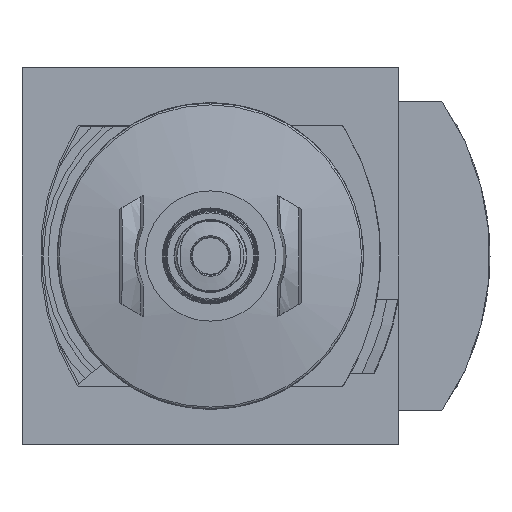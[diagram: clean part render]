
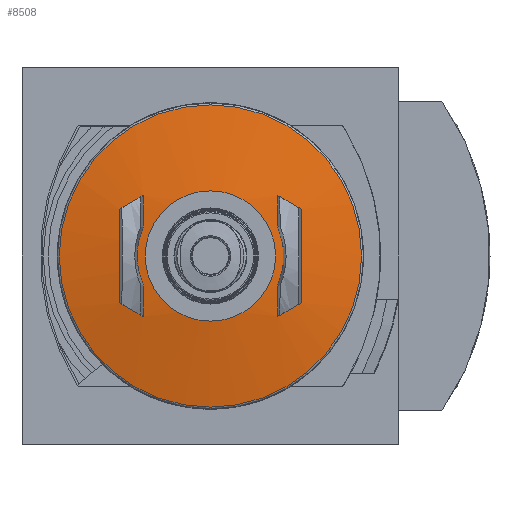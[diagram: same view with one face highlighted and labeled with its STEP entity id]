
A CAD part, front view. The second image highlights one B-rep face of the part: STEP entity #8508.
In plain terms, the highlighted spherical face has radius 108.76 mm.
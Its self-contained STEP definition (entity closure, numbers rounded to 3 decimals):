
#37=SPHERICAL_SURFACE('',#9020,108.76);
#1639=CIRCLE('',#9019,24.871);
#1640=CIRCLE('',#9021,12.055);
#1641=CIRCLE('',#9022,108.372);
#1642=CIRCLE('',#9023,108.117);
#1643=CIRCLE('',#9024,107.834);
#1644=CIRCLE('',#9025,107.453);
#1645=CIRCLE('',#9026,107.834);
#1646=CIRCLE('',#9027,108.117);
#1647=CIRCLE('',#9028,108.372);
#1648=CIRCLE('',#9029,107.834);
#1649=CIRCLE('',#9030,107.453);
#1650=CIRCLE('',#9031,107.834);
#1651=CIRCLE('',#9032,108.117);
#1652=CIRCLE('',#9033,108.372);
#1653=CIRCLE('',#9034,12.055);
#1654=CIRCLE('',#9035,108.372);
#1655=CIRCLE('',#9036,108.117);
#1656=CIRCLE('',#9037,10.724);
#3022=ORIENTED_EDGE('',*,*,#4162,.T.);
#3023=ORIENTED_EDGE('',*,*,#4163,.T.);
#3024=ORIENTED_EDGE('',*,*,#4164,.T.);
#3025=ORIENTED_EDGE('',*,*,#4165,.T.);
#3026=ORIENTED_EDGE('',*,*,#4166,.T.);
#3027=ORIENTED_EDGE('',*,*,#4167,.T.);
#3028=ORIENTED_EDGE('',*,*,#4168,.T.);
#3029=ORIENTED_EDGE('',*,*,#4169,.T.);
#3030=ORIENTED_EDGE('',*,*,#4170,.T.);
#3031=ORIENTED_EDGE('',*,*,#4171,.T.);
#3032=ORIENTED_EDGE('',*,*,#4172,.T.);
#3033=ORIENTED_EDGE('',*,*,#4173,.T.);
#3034=ORIENTED_EDGE('',*,*,#4174,.T.);
#3035=ORIENTED_EDGE('',*,*,#4175,.T.);
#3036=ORIENTED_EDGE('',*,*,#4176,.T.);
#3037=ORIENTED_EDGE('',*,*,#4177,.T.);
#3038=ORIENTED_EDGE('',*,*,#4178,.T.);
#3039=ORIENTED_EDGE('',*,*,#4179,.F.);
#4162=EDGE_CURVE('',#4812,#4812,#1639,.T.);
#4163=EDGE_CURVE('',#4813,#4814,#1640,.F.);
#4164=EDGE_CURVE('',#4814,#4815,#1641,.T.);
#4165=EDGE_CURVE('',#4815,#4816,#1642,.T.);
#4166=EDGE_CURVE('',#4816,#4817,#1643,.T.);
#4167=EDGE_CURVE('',#4817,#4818,#1644,.T.);
#4168=EDGE_CURVE('',#4818,#4819,#1645,.T.);
#4169=EDGE_CURVE('',#4819,#4820,#1646,.T.);
#4170=EDGE_CURVE('',#4820,#4813,#1647,.T.);
#4171=EDGE_CURVE('',#4821,#4822,#1648,.T.);
#4172=EDGE_CURVE('',#4822,#4823,#1649,.T.);
#4173=EDGE_CURVE('',#4823,#4824,#1650,.T.);
#4174=EDGE_CURVE('',#4824,#4825,#1651,.T.);
#4175=EDGE_CURVE('',#4825,#4826,#1652,.T.);
#4176=EDGE_CURVE('',#4826,#4827,#1653,.F.);
#4177=EDGE_CURVE('',#4827,#4828,#1654,.T.);
#4178=EDGE_CURVE('',#4828,#4821,#1655,.T.);
#4179=EDGE_CURVE('',#4829,#4829,#1656,.T.);
#4812=VERTEX_POINT('',#12506);
#4813=VERTEX_POINT('',#12509);
#4814=VERTEX_POINT('',#12510);
#4815=VERTEX_POINT('',#12512);
#4816=VERTEX_POINT('',#12514);
#4817=VERTEX_POINT('',#12516);
#4818=VERTEX_POINT('',#12518);
#4819=VERTEX_POINT('',#12520);
#4820=VERTEX_POINT('',#12522);
#4821=VERTEX_POINT('',#12525);
#4822=VERTEX_POINT('',#12526);
#4823=VERTEX_POINT('',#12528);
#4824=VERTEX_POINT('',#12530);
#4825=VERTEX_POINT('',#12532);
#4826=VERTEX_POINT('',#12534);
#4827=VERTEX_POINT('',#12536);
#4828=VERTEX_POINT('',#12538);
#4829=VERTEX_POINT('',#12541);
#5222=EDGE_LOOP('',(#3022));
#5223=EDGE_LOOP('',(#3023,#3024,#3025,#3026,#3027,#3028,#3029,#3030));
#5224=EDGE_LOOP('',(#3031,#3032,#3033,#3034,#3035,#3036,#3037,#3038));
#5225=EDGE_LOOP('',(#3039));
#5646=FACE_BOUND('',#5222,.T.);
#5647=FACE_BOUND('',#5223,.T.);
#5648=FACE_BOUND('',#5224,.T.);
#5649=FACE_BOUND('',#5225,.T.);
#8508=ADVANCED_FACE('',(#5646,#5647,#5648,#5649),#37,.T.);
#9019=AXIS2_PLACEMENT_3D('',#12505,#10535,#10536);
#9020=AXIS2_PLACEMENT_3D('',#12507,#10537,#10538);
#9021=AXIS2_PLACEMENT_3D('',#12508,#10539,#10540);
#9022=AXIS2_PLACEMENT_3D('',#12511,#10541,#10542);
#9023=AXIS2_PLACEMENT_3D('',#12513,#10543,#10544);
#9024=AXIS2_PLACEMENT_3D('',#12515,#10545,#10546);
#9025=AXIS2_PLACEMENT_3D('',#12517,#10547,#10548);
#9026=AXIS2_PLACEMENT_3D('',#12519,#10549,#10550);
#9027=AXIS2_PLACEMENT_3D('',#12521,#10551,#10552);
#9028=AXIS2_PLACEMENT_3D('',#12523,#10553,#10554);
#9029=AXIS2_PLACEMENT_3D('',#12524,#10555,#10556);
#9030=AXIS2_PLACEMENT_3D('',#12527,#10557,#10558);
#9031=AXIS2_PLACEMENT_3D('',#12529,#10559,#10560);
#9032=AXIS2_PLACEMENT_3D('',#12531,#10561,#10562);
#9033=AXIS2_PLACEMENT_3D('',#12533,#10563,#10564);
#9034=AXIS2_PLACEMENT_3D('',#12535,#10565,#10566);
#9035=AXIS2_PLACEMENT_3D('',#12537,#10567,#10568);
#9036=AXIS2_PLACEMENT_3D('',#12539,#10569,#10570);
#9037=AXIS2_PLACEMENT_3D('',#12540,#10571,#10572);
#10535=DIRECTION('',(0.,-1.,0.));
#10536=DIRECTION('',(0.,0.,-1.));
#10537=DIRECTION('',(0.,-1.,0.));
#10538=DIRECTION('',(1.,0.,0.));
#10539=DIRECTION('',(0.,1.,0.));
#10540=DIRECTION('',(0.,0.,1.));
#10541=DIRECTION('',(-1.,-0.017,0.));
#10542=DIRECTION('',(0.017,-1.,0.));
#10543=DIRECTION('',(0.,-0.017,1.));
#10544=DIRECTION('',(0.,-1.,-0.017));
#10545=DIRECTION('',(0.5,0.,0.866));
#10546=DIRECTION('',(0.866,0.,-0.5));
#10547=DIRECTION('',(1.,-0.017,0.));
#10548=DIRECTION('',(0.017,1.,0.));
#10549=DIRECTION('',(0.5,0.,-0.866));
#10550=DIRECTION('',(-0.866,0.,-0.5));
#10551=DIRECTION('',(0.,-0.017,-1.));
#10552=DIRECTION('',(0.,1.,-0.017));
#10553=DIRECTION('',(-1.,-0.017,0.));
#10554=DIRECTION('',(0.017,-1.,0.));
#10555=DIRECTION('',(-0.5,0.,-0.866));
#10556=DIRECTION('',(-0.866,0.,0.5));
#10557=DIRECTION('',(-1.,-0.017,0.));
#10558=DIRECTION('',(0.017,-1.,0.));
#10559=DIRECTION('',(-0.5,0.,0.866));
#10560=DIRECTION('',(0.866,0.,0.5));
#10561=DIRECTION('',(0.,-0.017,1.));
#10562=DIRECTION('',(0.,-1.,-0.017));
#10563=DIRECTION('',(1.,-0.017,0.));
#10564=DIRECTION('',(0.017,1.,0.));
#10565=DIRECTION('',(0.,1.,0.));
#10566=DIRECTION('',(0.,0.,1.));
#10567=DIRECTION('',(1.,-0.017,0.));
#10568=DIRECTION('',(0.017,1.,0.));
#10569=DIRECTION('',(0.,-0.017,-1.));
#10570=DIRECTION('',(0.,1.,-0.017));
#10571=DIRECTION('',(0.,-1.,0.));
#10572=DIRECTION('',(0.,0.,-1.));
#12505=CARTESIAN_POINT('',(0.,-152.648,0.));
#12506=CARTESIAN_POINT('',(0.,-152.648,-24.871));
#12507=CARTESIAN_POINT('',(0.,-46.77,0.));
#12508=CARTESIAN_POINT('',(0.,-154.86,0.));
#12509=CARTESIAN_POINT('',(11.072,-154.86,-4.767));
#12510=CARTESIAN_POINT('',(11.072,-154.86,4.767));
#12511=CARTESIAN_POINT('',(9.183,-46.61,0.));
#12512=CARTESIAN_POINT('',(11.066,-154.509,9.934));
#12513=CARTESIAN_POINT('',(0.,-46.976,11.811));
#12514=CARTESIAN_POINT('',(11.115,-154.504,9.934));
#12515=CARTESIAN_POINT('',(7.08,-46.77,12.263));
#12516=CARTESIAN_POINT('',(14.939,-154.222,7.726));
#12517=CARTESIAN_POINT('',(16.809,-47.063,0.));
#12518=CARTESIAN_POINT('',(14.939,-154.222,-7.726));
#12519=CARTESIAN_POINT('',(7.08,-46.77,-12.263));
#12520=CARTESIAN_POINT('',(11.115,-154.504,-9.934));
#12521=CARTESIAN_POINT('',(0.,-46.976,-11.811));
#12522=CARTESIAN_POINT('',(11.066,-154.509,-9.934));
#12523=CARTESIAN_POINT('',(9.183,-46.61,0.));
#12524=CARTESIAN_POINT('',(-7.08,-46.77,-12.263));
#12525=CARTESIAN_POINT('',(-11.115,-154.504,-9.934));
#12526=CARTESIAN_POINT('',(-14.939,-154.222,-7.726));
#12527=CARTESIAN_POINT('',(-16.809,-47.063,0.));
#12528=CARTESIAN_POINT('',(-14.939,-154.222,7.726));
#12529=CARTESIAN_POINT('',(-7.08,-46.77,12.263));
#12530=CARTESIAN_POINT('',(-11.115,-154.504,9.934));
#12531=CARTESIAN_POINT('',(0.,-46.976,11.811));
#12532=CARTESIAN_POINT('',(-11.066,-154.509,9.934));
#12533=CARTESIAN_POINT('',(-9.183,-46.61,0.));
#12534=CARTESIAN_POINT('',(-11.072,-154.86,4.767));
#12535=CARTESIAN_POINT('',(0.,-154.86,0.));
#12536=CARTESIAN_POINT('',(-11.072,-154.86,-4.767));
#12537=CARTESIAN_POINT('',(-9.183,-46.61,0.));
#12538=CARTESIAN_POINT('',(-11.066,-154.509,-9.934));
#12539=CARTESIAN_POINT('',(0.,-46.976,-11.811));
#12540=CARTESIAN_POINT('',(0.,-155.,0.));
#12541=CARTESIAN_POINT('',(0.,-155.,-10.724));
